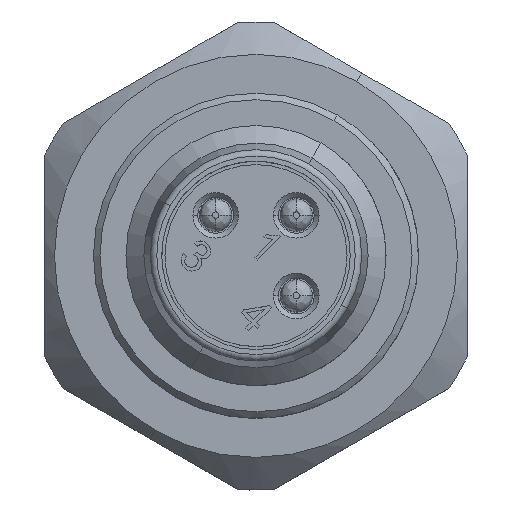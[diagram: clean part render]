
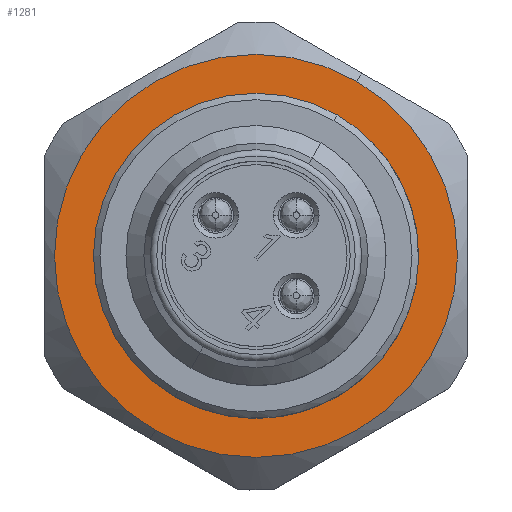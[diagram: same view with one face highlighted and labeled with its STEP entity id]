
A CAD part, top view. The second image highlights one B-rep face of the part: STEP entity #1281.
In plain terms, the highlighted planar face has unit normal (0, 0, 1).
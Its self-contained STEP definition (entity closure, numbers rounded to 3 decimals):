
#1208=AXIS2_PLACEMENT_3D('Circle Axis2P3D',#1206,#1207,$) ;
#1238=AXIS2_PLACEMENT_3D('Circle Axis2P3D',#1236,#1237,$) ;
#1257=AXIS2_PLACEMENT_3D('Plane Axis2P3D',#1254,#1255,#1256) ;
#1265=AXIS2_PLACEMENT_3D('Circle Axis2P3D',#1263,#1264,$) ;
#1274=AXIS2_PLACEMENT_3D('Circle Axis2P3D',#1272,#1273,$) ;
#1203=CARTESIAN_POINT('Vertex',(9.6,12.547,14.3)) ;
#1206=CARTESIAN_POINT('Axis2P3D Location',(6.5,7.178,14.3)) ;
#1210=CARTESIAN_POINT('Vertex',(3.4,1.808,14.3)) ;
#1236=CARTESIAN_POINT('Axis2P3D Location',(6.5,7.178,14.3)) ;
#1254=CARTESIAN_POINT('Axis2P3D Location',(9.3,12.027,14.3)) ;
#1263=CARTESIAN_POINT('Axis2P3D Location',(6.5,7.178,14.3)) ;
#1267=CARTESIAN_POINT('Vertex',(4.,2.847,14.3)) ;
#1269=CARTESIAN_POINT('Vertex',(9.,11.508,14.3)) ;
#1272=CARTESIAN_POINT('Axis2P3D Location',(6.5,7.178,14.3)) ;
#1207=DIRECTION('Axis2P3D Direction',(0.,0.,-1.)) ;
#1237=DIRECTION('Axis2P3D Direction',(0.,0.,-1.)) ;
#1255=DIRECTION('Axis2P3D Direction',(0.,0.,1.)) ;
#1256=DIRECTION('Axis2P3D XDirection',(-0.866,0.5,0.)) ;
#1264=DIRECTION('Axis2P3D Direction',(0.,0.,1.)) ;
#1273=DIRECTION('Axis2P3D Direction',(0.,0.,1.)) ;
#1260=ORIENTED_EDGE('',*,*,#1240,.T.) ;
#1261=ORIENTED_EDGE('',*,*,#1212,.T.) ;
#1278=ORIENTED_EDGE('',*,*,#1271,.F.) ;
#1279=ORIENTED_EDGE('',*,*,#1276,.F.) ;
#1280=FACE_BOUND('',#1277,.T.) ;
#1281=ADVANCED_FACE('V2',(#1262,#1280),#1258,.T.) ;
#1209=CIRCLE('generated circle',#1208,6.2) ;
#1239=CIRCLE('generated circle',#1238,6.2) ;
#1266=CIRCLE('generated circle',#1265,5.) ;
#1275=CIRCLE('generated circle',#1274,5.) ;
#1212=EDGE_CURVE('',#1211,#1204,#1209,.F.) ;
#1240=EDGE_CURVE('',#1204,#1211,#1239,.F.) ;
#1271=EDGE_CURVE('',#1268,#1270,#1266,.T.) ;
#1276=EDGE_CURVE('',#1270,#1268,#1275,.T.) ;
#1259=EDGE_LOOP('',(#1260,#1261)) ;
#1277=EDGE_LOOP('',(#1278,#1279)) ;
#1262=FACE_OUTER_BOUND('',#1259,.T.) ;
#1258=PLANE('',#1257) ;
#1204=VERTEX_POINT('',#1203) ;
#1211=VERTEX_POINT('',#1210) ;
#1268=VERTEX_POINT('',#1267) ;
#1270=VERTEX_POINT('',#1269) ;
